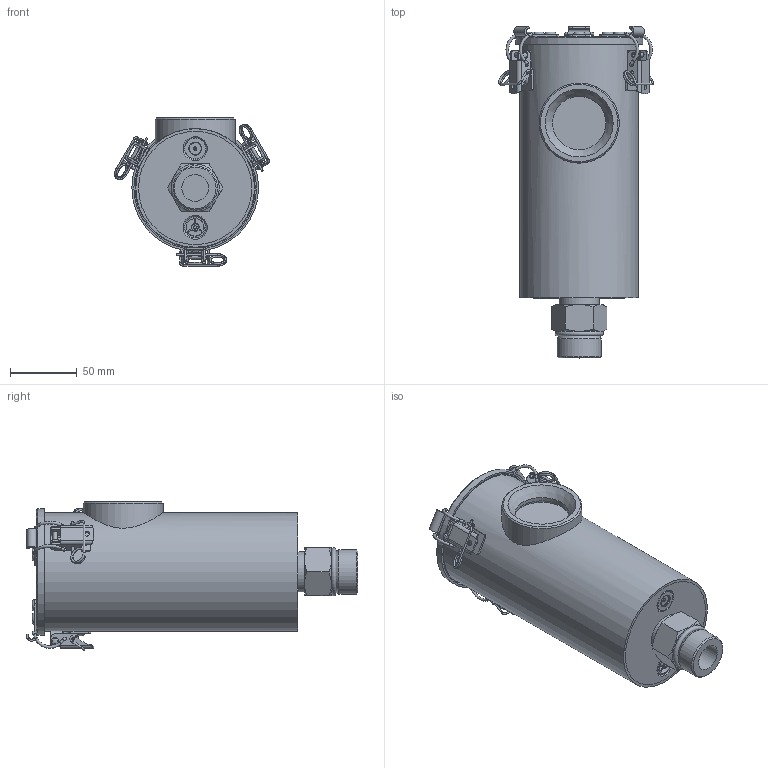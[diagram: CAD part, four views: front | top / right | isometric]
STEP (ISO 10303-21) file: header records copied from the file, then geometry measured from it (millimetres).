
FILE_DESCRIPTION (( 'STEP AP214' ), '1' );
FILE_NAME ('07.0001.68 ME-RV_2L_F_11_P3_XC_G1m.STEP', '2023-05-12T08:02:33', ( '' ), ( '' ), 'SwSTEP 2.0', 'SolidWorks 2020', '' );
FILE_SCHEMA (( 'AUTOMOTIVE_DESIGN' ));
Length unit declared in the file: millimetre
Products named in the file (1): 07.0001.68 ME-RV_2L_F_11_P3_XC_G1m
Bounding box: 116.09 x 248.8 x 111.18 mm (x, y, z)
Volume: 316029.4 mm3; surface area: 197427.9 mm2
Topology: 42 solids, 44 shells, 802 faces, 1843 edges, 1143 vertices
Faces by surface type: cylinder 312, plane 293, torus 96, bspline 63, cone 35, sphere 3
Full cylindrical faces by diameter (mm): 1.4 x12, 2 x21, 2.4 x6, 2.5 x2, 2.55 x2, 2.8 x6, 3.1 x3, 3.2 x3, 3.4 x12, 4 x15, 4.1 x18, 4.2 x6, 5.4 x12, 9 x2, 12.9 x4, 13.18 x2, 15.8 x4, 16 x2, 20 x1, 23.44 x1, 24.117 x1, 26.441 x1, 29.25 x1, 30 x2, 33.249 x1, 36 x1, 40 x1, 42 x1, 50 x1, 51 x2
Entity records: 35365 total; most frequent: CARTESIAN_POINT 9957, DIRECTION 3265, ORIENTED_EDGE 2966, EDGE_CURVE 1483, AXIS2_PLACEMENT_3D 1368, EDGE_LOOP 1234, VERTEX_POINT 1067, FACE_OUTER_BOUND 1023
